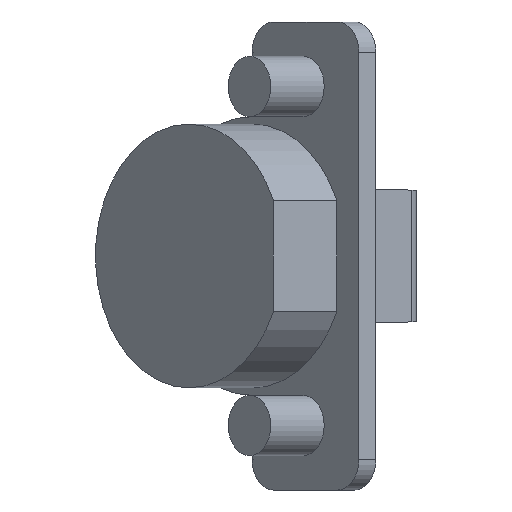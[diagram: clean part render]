
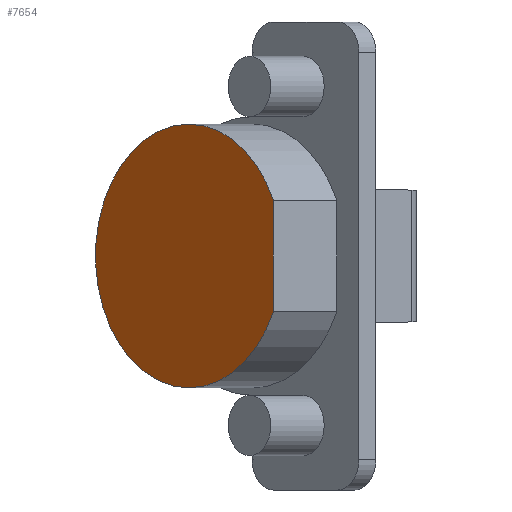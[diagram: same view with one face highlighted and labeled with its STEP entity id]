
A CAD part, front view. The second image highlights one B-rep face of the part: STEP entity #7654.
In plain terms, the highlighted planar face has unit normal (-0.707, -0.707, 0).
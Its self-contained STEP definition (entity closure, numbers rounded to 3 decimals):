
#2102=DIRECTION('',(0.,0.,-1.));
#2103=VECTOR('',#2102,14.642);
#2104=CARTESIAN_POINT('',(6.165,-22.995,7.321));
#2105=LINE('',#2104,#2103);
#2109=CARTESIAN_POINT('',(-5.074,-11.755,0.));
#2110=DIRECTION('',(0.707,0.707,0.));
#2111=DIRECTION('',(0.642,-0.642,-0.418));
#2112=AXIS2_PLACEMENT_3D('',#2109,#2110,#2111);
#2117=CARTESIAN_POINT('',(-5.074,-11.755,0.));
#2118=DIRECTION('',(0.707,0.707,0.));
#2119=DIRECTION('',(0.,0.,-1.));
#2120=AXIS2_PLACEMENT_3D('',#2117,#2118,#2119);
#2125=CARTESIAN_POINT('',(-5.074,-11.755,0.));
#2126=DIRECTION('',(0.707,0.707,0.));
#2127=DIRECTION('',(-0.642,0.642,0.418));
#2128=AXIS2_PLACEMENT_3D('',#2125,#2126,#2127);
#2133=CARTESIAN_POINT('',(-5.074,-11.755,0.));
#2134=DIRECTION('',(0.707,0.707,0.));
#2135=DIRECTION('',(0.,0.,1.));
#2136=AXIS2_PLACEMENT_3D('',#2133,#2134,#2135);
#6082=CARTESIAN_POINT('',(6.165,-22.995,7.321));
#6083=VERTEX_POINT('',#6082);
#6084=CARTESIAN_POINT('',(6.165,-22.995,
-7.321));
#6085=CARTESIAN_POINT('',(-5.074,-11.755,-17.5));
#6086=VERTEX_POINT('',#6084);
#6087=VERTEX_POINT('',#6085);
#6088=CARTESIAN_POINT('',(-16.314,-0.515,
7.321));
#6089=VERTEX_POINT('',#6088);
#6090=CARTESIAN_POINT('',(-5.074,-11.755,17.5));
#6091=VERTEX_POINT('',#6090);
#7638=CARTESIAN_POINT('',(-5.074,-11.755,0.));
#7639=DIRECTION('',(-0.707,-0.707,0.));
#7640=DIRECTION('',(-0.707,0.707,0.));
#7641=AXIS2_PLACEMENT_3D('',#7638,#7639,#7640);
#7642=PLANE('',#7641);
#7643=ORIENTED_EDGE('',*,*,#7628,.T.);
#7645=ORIENTED_EDGE('',*,*,#7644,.T.);
#7647=ORIENTED_EDGE('',*,*,#7646,.T.);
#7649=ORIENTED_EDGE('',*,*,#7648,.T.);
#7651=ORIENTED_EDGE('',*,*,#7650,.T.);
#7652=EDGE_LOOP('',(#7643,#7645,#7647,#7649,#7651));
#7653=FACE_OUTER_BOUND('',#7652,.F.);
#2113=CIRCLE('',#2112,17.5);
#2121=CIRCLE('',#2120,17.5);
#2129=CIRCLE('',#2128,17.5);
#2137=CIRCLE('',#2136,17.5);
#7628=EDGE_CURVE('',#6083,#6086,#2105,.T.);
#7644=EDGE_CURVE('',#6086,#6087,#2113,.T.);
#7646=EDGE_CURVE('',#6087,#6089,#2121,.T.);
#7648=EDGE_CURVE('',#6089,#6091,#2129,.T.);
#7650=EDGE_CURVE('',#6091,#6083,#2137,.T.);
#7654=ADVANCED_FACE('',(#7653),#7642,.T.);
